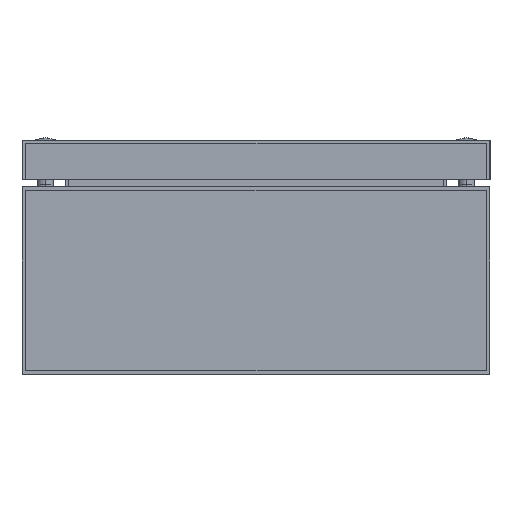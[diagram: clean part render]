
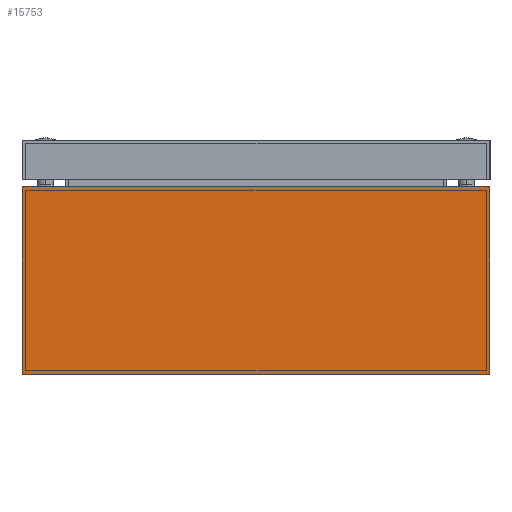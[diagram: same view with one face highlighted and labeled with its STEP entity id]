
A CAD part, left-side view. The second image highlights one B-rep face of the part: STEP entity #15753.
In plain terms, the highlighted planar face has unit normal (-1, 0, 0).
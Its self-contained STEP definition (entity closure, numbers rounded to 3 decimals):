
#1006 = DIRECTION ( 'NONE',  ( 0., 1., 0. ) ) ;
#1661 = ORIENTED_EDGE ( 'NONE', *, *, #13046, .T. ) ;
#1959 = CARTESIAN_POINT ( 'NONE',  ( 0., 0., 0. ) ) ;
#2848 = DIRECTION ( 'NONE',  ( 0., 0., 1. ) ) ;
#4217 = CARTESIAN_POINT ( 'NONE',  ( 0., 0., 80. ) ) ;
#4226 = EDGE_LOOP ( 'NONE', ( #14250, #6603, #18010, #1661 ) ) ;
#4847 = DIRECTION ( 'NONE',  ( 0., 0., 1. ) ) ;
#4959 = CARTESIAN_POINT ( 'NONE',  ( 0., 200., 80. ) ) ;
#5060 = CARTESIAN_POINT ( 'NONE',  ( 0., 200., 0. ) ) ;
#5458 = FACE_OUTER_BOUND ( 'NONE', #4226, .T. ) ;
#5838 = LINE ( 'NONE', #12262, #8400 ) ;
#6339 = VERTEX_POINT ( 'NONE', #17709 ) ;
#6603 = ORIENTED_EDGE ( 'NONE', *, *, #13761, .F. ) ;
#6618 = CARTESIAN_POINT ( 'NONE',  ( 0., 0., 0. ) ) ;
#6929 = AXIS2_PLACEMENT_3D ( 'NONE', #1959, #11666, #19156 ) ;
#7141 = VECTOR ( 'NONE', #4847, 1000. ) ;
#8400 = VECTOR ( 'NONE', #2848, 1000. ) ;
#8907 = CARTESIAN_POINT ( 'NONE',  ( 0., 0., 80. ) ) ;
#11666 = DIRECTION ( 'NONE',  ( -1., 0., 0. ) ) ;
#11832 = VERTEX_POINT ( 'NONE', #13949 ) ;
#12262 = CARTESIAN_POINT ( 'NONE',  ( 0., 0., 0. ) ) ;
#12413 = DIRECTION ( 'NONE',  ( 0., 1., 0. ) ) ;
#13046 = EDGE_CURVE ( 'NONE', #11832, #18738, #5838, .T. ) ;
#13761 = EDGE_CURVE ( 'NONE', #6339, #18574, #16094, .T. ) ;
#13949 = CARTESIAN_POINT ( 'NONE',  ( 0., 0., 0. ) ) ;
#14250 = ORIENTED_EDGE ( 'NONE', *, *, #17761, .T. ) ;
#15146 = VECTOR ( 'NONE', #1006, 1000. ) ;
#15753 = ADVANCED_FACE ( 'NONE', ( #5458 ), #17735, .T. ) ;
#16094 = LINE ( 'NONE', #5060, #7141 ) ;
#16200 = EDGE_CURVE ( 'NONE', #11832, #6339, #16283, .T. ) ;
#16283 = LINE ( 'NONE', #6618, #17672 ) ;
#17672 = VECTOR ( 'NONE', #12413, 1000. ) ;
#17709 = CARTESIAN_POINT ( 'NONE',  ( 0., 200., 0. ) ) ;
#17735 = PLANE ( 'NONE',  #6929 ) ;
#17761 = EDGE_CURVE ( 'NONE', #18738, #18574, #18119, .T. ) ;
#18010 = ORIENTED_EDGE ( 'NONE', *, *, #16200, .F. ) ;
#18119 = LINE ( 'NONE', #8907, #15146 ) ;
#18574 = VERTEX_POINT ( 'NONE', #4959 ) ;
#18738 = VERTEX_POINT ( 'NONE', #4217 ) ;
#19156 = DIRECTION ( 'NONE',  ( 0., 0., 1. ) ) ;
